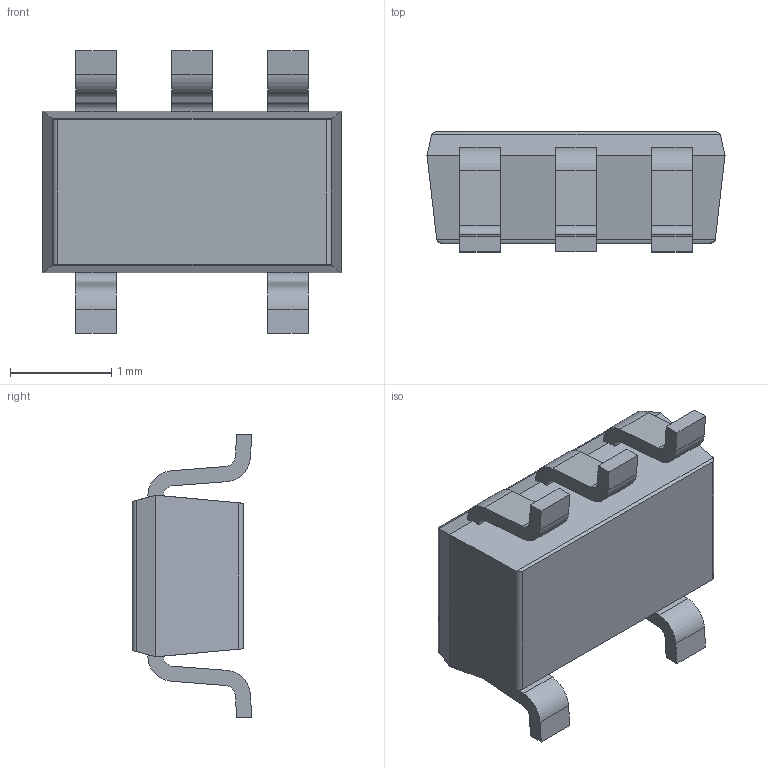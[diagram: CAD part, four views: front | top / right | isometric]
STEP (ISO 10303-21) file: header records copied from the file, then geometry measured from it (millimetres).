
FILE_DESCRIPTION(('STEP AP242'),'1');
FILE_NAME('ld3985m33r.stp','2020-03-05T23:10:47',('TraceParts'),('TraceParts S.A.'),'Spatial InterOp 3D',' ',' ');
FILE_SCHEMA(('AP242_MANAGED_MODEL_BASED_3D_ENGINEERING_MIM_LF {1 0 10303 442 1 1 4}'));
Length unit declared in the file: millimetre
Products named in the file (1): ld3985m33r
Bounding box: 2.95 x 1.19 x 2.8 mm (x, y, z)
Volume: 5.2 mm3; surface area: 24.9 mm2
Topology: 1 solids, 1 shells, 78 faces, 228 edges, 152 vertices
Faces by surface type: plane 50, cylinder 28
Entity records: 3288 total; most frequent: CARTESIAN_POINT 543, ORIENTED_EDGE 456, DIRECTION 426, EDGE_CURVE 228, LINE 172, VECTOR 172, VERTEX_POINT 152, AXIS2_PLACEMENT_3D 127
